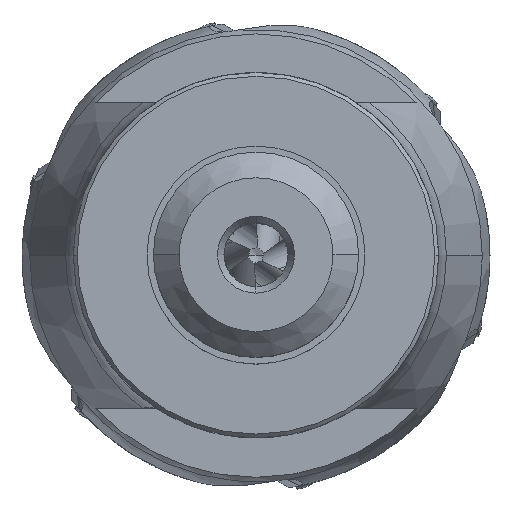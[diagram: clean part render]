
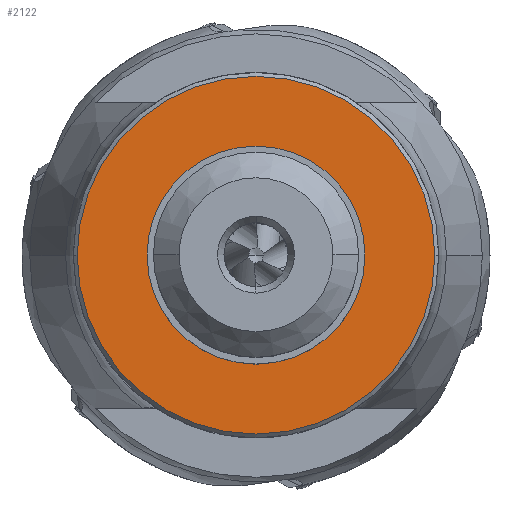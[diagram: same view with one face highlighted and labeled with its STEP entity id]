
A CAD part, top view. The second image highlights one B-rep face of the part: STEP entity #2122.
In plain terms, the highlighted planar face has unit normal (0, 0, 1).
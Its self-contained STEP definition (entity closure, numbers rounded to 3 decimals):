
#305=FACE_BOUND('',#3666,.T.);
#306=FACE_BOUND('',#3667,.T.);
#475=PLANE('',#12655);
#2122=ADVANCED_FACE('',(#305,#306),#475,.T.);
#3666=EDGE_LOOP('',(#6700,#6701,#6702,#6703));
#3667=EDGE_LOOP('',(#6704,#6705));
#4129=CIRCLE('',#12648,13.95);
#4130=CIRCLE('',#12649,13.95);
#4131=CIRCLE('',#12651,13.95);
#4132=CIRCLE('',#12652,13.95);
#4133=CIRCLE('',#12653,8.5);
#4134=CIRCLE('',#12654,8.5);
#6700=ORIENTED_EDGE('',*,*,#10585,.F.);
#6701=ORIENTED_EDGE('',*,*,#10586,.F.);
#6702=ORIENTED_EDGE('',*,*,#10584,.F.);
#6703=ORIENTED_EDGE('',*,*,#10583,.F.);
#6704=ORIENTED_EDGE('',*,*,#10587,.F.);
#6705=ORIENTED_EDGE('',*,*,#10588,.F.);
#9036=VERTEX_POINT('',#25472);
#9037=VERTEX_POINT('',#25474);
#9038=VERTEX_POINT('',#25476);
#9039=VERTEX_POINT('',#25480);
#9040=VERTEX_POINT('',#25483);
#9041=VERTEX_POINT('',#25484);
#10583=EDGE_CURVE('',#9037,#9038,#4129,.T.);
#10584=EDGE_CURVE('',#9038,#9036,#4130,.T.);
#10585=EDGE_CURVE('',#9039,#9037,#4131,.T.);
#10586=EDGE_CURVE('',#9036,#9039,#4132,.T.);
#10587=EDGE_CURVE('',#9040,#9041,#4133,.T.);
#10588=EDGE_CURVE('',#9041,#9040,#4134,.T.);
#12648=AXIS2_PLACEMENT_3D('',#25475,#14987,#14988);
#12649=AXIS2_PLACEMENT_3D('',#25477,#14989,#14990);
#12651=AXIS2_PLACEMENT_3D('',#25479,#14993,#14994);
#12652=AXIS2_PLACEMENT_3D('',#25481,#14995,#14996);
#12653=AXIS2_PLACEMENT_3D('',#25482,#14997,#14998);
#12654=AXIS2_PLACEMENT_3D('',#25485,#14999,#15000);
#12655=AXIS2_PLACEMENT_3D('',#25486,#15001,#15002);
#14987=DIRECTION('',(0.,0.,-1.));
#14988=DIRECTION('',(1.,0.,0.));
#14989=DIRECTION('',(0.,0.,-1.));
#14990=DIRECTION('',(0.,-1.,0.));
#14993=DIRECTION('',(0.,0.,-1.));
#14994=DIRECTION('',(0.,1.,0.));
#14995=DIRECTION('',(0.,0.,-1.));
#14996=DIRECTION('',(-1.,0.,0.));
#14997=DIRECTION('',(0.,0.,1.));
#14998=DIRECTION('',(1.,0.,0.));
#14999=DIRECTION('',(0.,0.,1.));
#15000=DIRECTION('',(-1.,0.,0.));
#15001=DIRECTION('',(0.,0.,1.));
#15002=DIRECTION('',(-1.,0.,0.));
#25472=CARTESIAN_POINT('',(-13.95,0.,0.));
#25474=CARTESIAN_POINT('',(13.95,0.,0.));
#25475=CARTESIAN_POINT('',(0.,0.,0.));
#25476=CARTESIAN_POINT('',(0.,-13.95,0.));
#25477=CARTESIAN_POINT('',(0.,0.,0.));
#25479=CARTESIAN_POINT('',(0.,0.,0.));
#25480=CARTESIAN_POINT('',(0.,13.95,0.));
#25481=CARTESIAN_POINT('',(0.,0.,0.));
#25482=CARTESIAN_POINT('',(0.,0.,0.));
#25483=CARTESIAN_POINT('',(8.5,0.,0.));
#25484=CARTESIAN_POINT('',(-8.5,0.,0.));
#25485=CARTESIAN_POINT('',(0.,0.,0.));
#25486=CARTESIAN_POINT('',(0.,0.001,0.));
